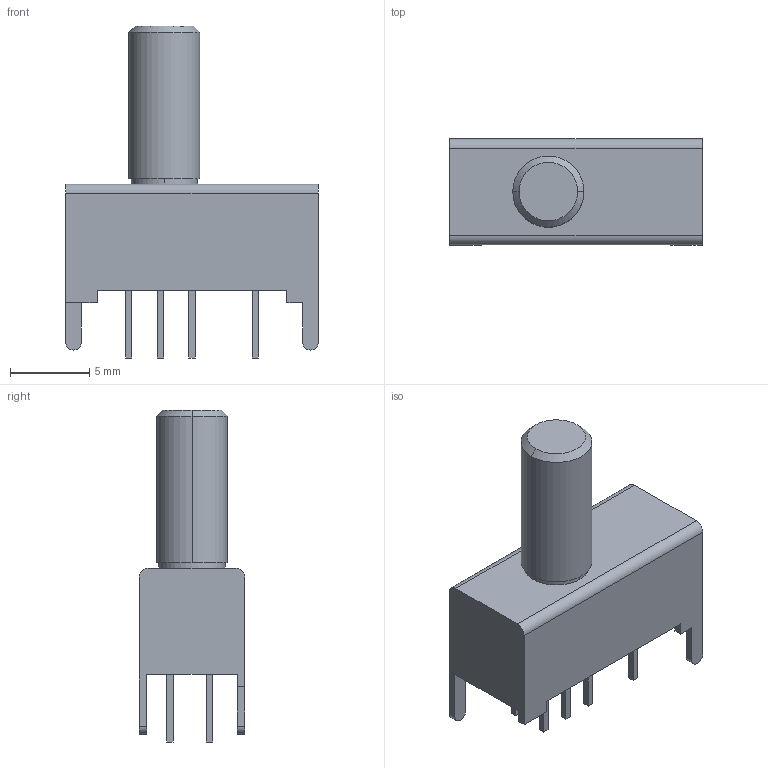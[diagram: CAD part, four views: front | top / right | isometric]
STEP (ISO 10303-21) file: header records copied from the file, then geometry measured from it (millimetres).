
FILE_DESCRIPTION((''),'2;1');
FILE_NAME('C-1-1825289-0','2019-12-10T06:43:48',('workeradm'),('TE Connectivity Ltd.'),'CREO PARAMETRIC BY PTC INC, 2019030','CREO PARAMETRIC BY PTC INC, 2019030','');
FILE_SCHEMA(('AUTOMOTIVE_DESIGN { 1 0 10303 214 1 1 1 1 }'));
Length unit declared in the file: millimetre
Products named in the file (1): C-1-1825289-0
Bounding box: 16 x 6.7 x 21 mm (x, y, z)
Volume: 884.6 mm3; surface area: 739.8 mm2
Topology: 1 solids, 1 shells, 72 faces, 180 edges, 122 vertices
Faces by surface type: plane 62, cylinder 8, cone 2
Entity records: 2310 total; most frequent: CARTESIAN_POINT 373, ORIENTED_EDGE 356, DIRECTION 344, EDGE_CURVE 178, VECTOR 162, LINE 162, COLOUR_RGB 127, VERTEX_POINT 118
